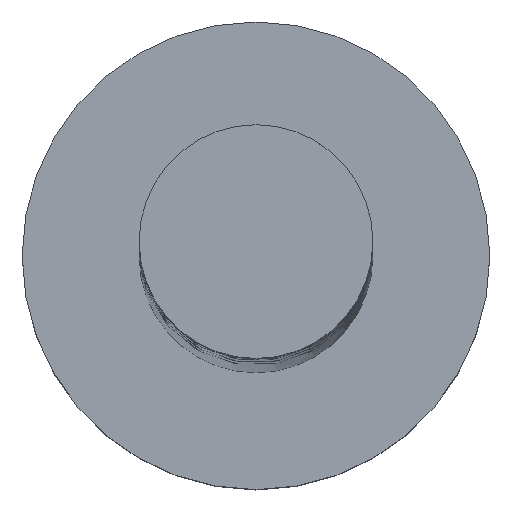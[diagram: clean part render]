
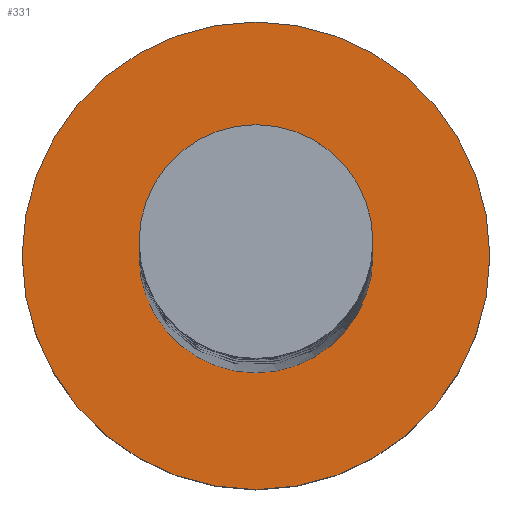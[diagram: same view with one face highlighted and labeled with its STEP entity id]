
A CAD part, top view. The second image highlights one B-rep face of the part: STEP entity #331.
In plain terms, the highlighted planar face has unit normal (0, 0, 1).
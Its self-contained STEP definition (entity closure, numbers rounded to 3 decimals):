
#4 = DIRECTION ( 'NONE',  ( 0., 0., 1. ) ) ;
#24 = CARTESIAN_POINT ( 'NONE',  ( 0., 0., 3. ) ) ;
#37 = ORIENTED_EDGE ( 'NONE', *, *, #65, .T. ) ;
#46 = EDGE_LOOP ( 'NONE', ( #1477, #999 ) ) ;
#48 = ORIENTED_EDGE ( 'NONE', *, *, #462, .T. ) ;
#65 = EDGE_CURVE ( 'NONE', #893, #154, #402, .T. ) ;
#139 = DIRECTION ( 'NONE',  ( 0., 0., 1. ) ) ;
#154 = VERTEX_POINT ( 'NONE', #1478 ) ;
#230 = CIRCLE ( 'NONE', #703, 3.5 ) ;
#248 = CARTESIAN_POINT ( 'NONE',  ( 0., 0., 3. ) ) ;
#262 = AXIS2_PLACEMENT_3D ( 'NONE', #24, #280, #1235 ) ;
#278 = CARTESIAN_POINT ( 'NONE',  ( 1.75, 0., 3. ) ) ;
#280 = DIRECTION ( 'NONE',  ( 0., 0., 1. ) ) ;
#331 = ADVANCED_FACE ( 'NONE', ( #829, #593 ), #1564, .T. ) ;
#396 = DIRECTION ( 'NONE',  ( 1., 0., 0. ) ) ;
#402 = CIRCLE ( 'NONE', #621, 3.5 ) ;
#422 = DIRECTION ( 'NONE',  ( 1., 0., 0. ) ) ;
#462 = EDGE_CURVE ( 'NONE', #154, #893, #230, .T. ) ;
#521 = CARTESIAN_POINT ( 'NONE',  ( 0., 0., 3. ) ) ;
#590 = CARTESIAN_POINT ( 'NONE',  ( -1.75, 0., 3. ) ) ;
#593 = FACE_OUTER_BOUND ( 'NONE', #1513, .T. ) ;
#621 = AXIS2_PLACEMENT_3D ( 'NONE', #1221, #139, #396 ) ;
#703 = AXIS2_PLACEMENT_3D ( 'NONE', #248, #979, #1317 ) ;
#763 = EDGE_CURVE ( 'NONE', #1081, #960, #1266, .T. ) ;
#768 = DIRECTION ( 'NONE',  ( 0., 0., 1. ) ) ;
#829 = FACE_BOUND ( 'NONE', #46, .T. ) ;
#835 = CARTESIAN_POINT ( 'NONE',  ( -3.5, 0., 3. ) ) ;
#893 = VERTEX_POINT ( 'NONE', #835 ) ;
#917 = AXIS2_PLACEMENT_3D ( 'NONE', #1077, #4, #1212 ) ;
#960 = VERTEX_POINT ( 'NONE', #278 ) ;
#979 = DIRECTION ( 'NONE',  ( 0., 0., 1. ) ) ;
#999 = ORIENTED_EDGE ( 'NONE', *, *, #1284, .F. ) ;
#1077 = CARTESIAN_POINT ( 'NONE',  ( 0., 0., 3. ) ) ;
#1081 = VERTEX_POINT ( 'NONE', #590 ) ;
#1210 = AXIS2_PLACEMENT_3D ( 'NONE', #521, #768, #422 ) ;
#1212 = DIRECTION ( 'NONE',  ( 1., 0., 0. ) ) ;
#1221 = CARTESIAN_POINT ( 'NONE',  ( 0., 0., 3. ) ) ;
#1235 = DIRECTION ( 'NONE',  ( 1., 0., 0. ) ) ;
#1238 = CIRCLE ( 'NONE', #1210, 1.75 ) ;
#1266 = CIRCLE ( 'NONE', #262, 1.75 ) ;
#1284 = EDGE_CURVE ( 'NONE', #960, #1081, #1238, .T. ) ;
#1317 = DIRECTION ( 'NONE',  ( 1., 0., 0. ) ) ;
#1477 = ORIENTED_EDGE ( 'NONE', *, *, #763, .F. ) ;
#1478 = CARTESIAN_POINT ( 'NONE',  ( 3.5, 0., 3. ) ) ;
#1513 = EDGE_LOOP ( 'NONE', ( #37, #48 ) ) ;
#1564 = PLANE ( 'NONE',  #917 ) ;
